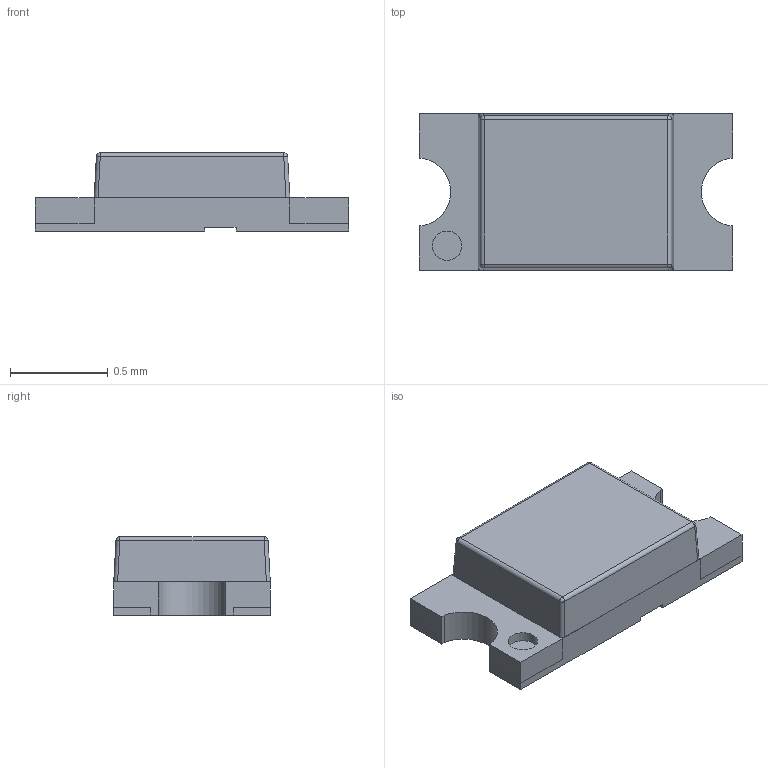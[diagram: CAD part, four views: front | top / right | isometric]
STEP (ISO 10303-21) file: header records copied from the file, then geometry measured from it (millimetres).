
FILE_DESCRIPTION( ( 'Unknown' ), '1' );
FILE_NAME( '150060xx54040.stp', 'Unknown', ( 'Unknown' ), ( 'Unknown' ), 'PSStep 19.0.9', 'Unknown', ' ' );
FILE_SCHEMA( ( 'AUTOMOTIVE_DESIGN { 1 0 10303 214 1 1 1 1 }' ) );
Length unit declared in the file: millimetre
Products named in the file (5): Assem1; housing; cover; base-oa0; base
Assembly tree (4 placements, depth 2):
  Assem1
    housing
    cover
    base-oa0
    base
Bounding box: 1.6 x 0.8 x 0.4 mm (x, y, z)
Volume: 0.4 mm3; surface area: 6.8 mm2
Topology: 4 solids, 4 shells, 98 faces, 251 edges, 158 vertices
Faces by surface type: plane 83, cylinder 11, sphere 4
Full cylindrical faces by diameter (mm): 0.15 x1
Entity records: 3738 total; most frequent: CARTESIAN_POINT 507, ORIENTED_EDGE 492, DIRECTION 474, EDGE_CURVE 246, LINE 224, VECTOR 224, VERTEX_POINT 158, AXIS2_PLACEMENT_3D 125
